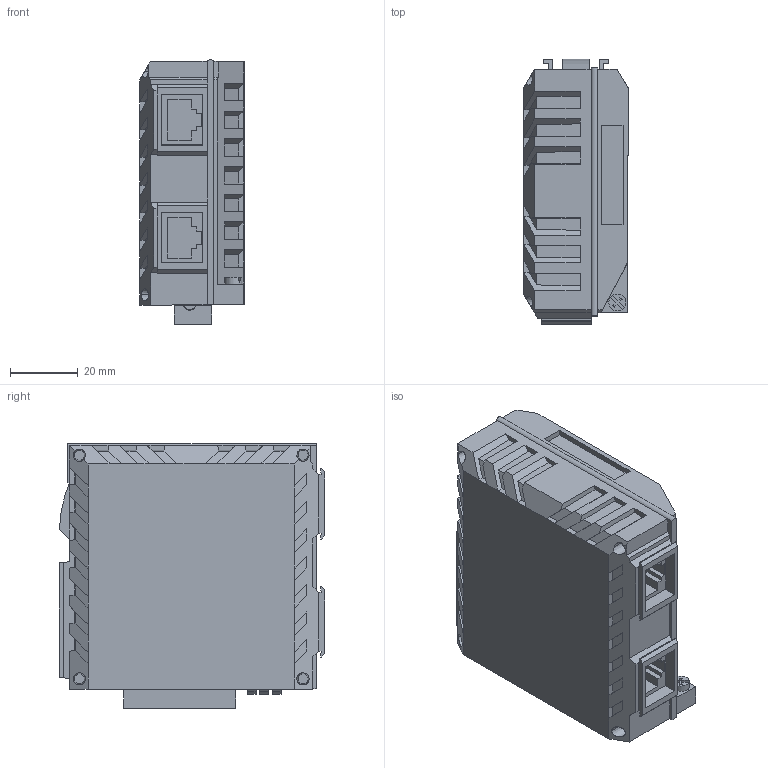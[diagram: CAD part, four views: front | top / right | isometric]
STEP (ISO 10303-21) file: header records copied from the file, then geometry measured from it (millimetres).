
FILE_DESCRIPTION(('Creo Elements/Direct Modeling STEP Export'),'2;1');
FILE_NAME('model.stp','2019-07-30T19:09:01',(''),(''),'Creo Elements/Direct Modeling STEP processor for AP214 (Solid Model)','Creo Elements/Direct Modeling 20.1A 29-Sep-2018 (C) Parametric Technology GmbH','');
FILE_SCHEMA(('AUTOMOTIVE_DESIGN { 1 0 10303 214 1 1 1 1 }'));
Length unit declared in the file: millimetre
Products named in the file (2): FL_IF_2TX_VS_RJ_D-select
Assembly tree (1 placements, depth 2):
  FL_IF_2TX_VS_RJ_D-select
    FL_IF_2TX_VS_RJ_D-select
Bounding box: 30.9 x 78.5 x 78.3 mm (x, y, z)
Volume: 149689.1 mm3; surface area: 25749.2 mm2
Topology: 1 solids, 1 shells, 599 faces, 1579 edges, 1025 vertices
Faces by surface type: plane 575, cylinder 12, cone 12
Entity records: 21915 total; most frequent: ORIENTED_EDGE 3158, CARTESIAN_POINT 2992, DIRECTION 2497, EDGE_CURVE 1579, VECTOR 1437, LINE 1437, VERTEX_POINT 1025, EDGE_LOOP 648
